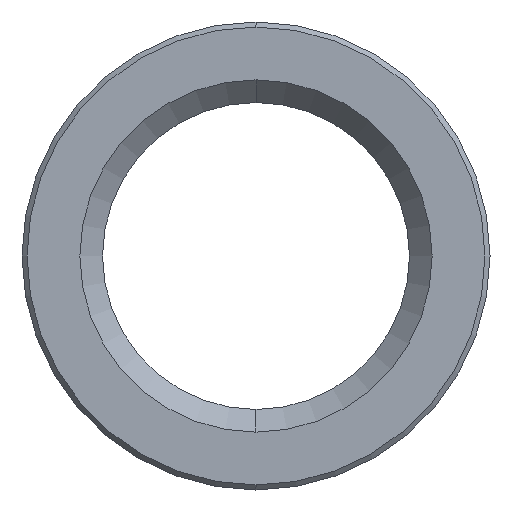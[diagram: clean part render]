
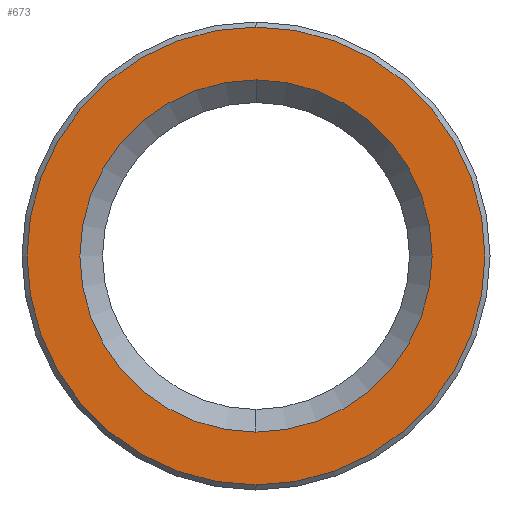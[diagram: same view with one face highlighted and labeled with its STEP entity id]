
A CAD part, left-side view. The second image highlights one B-rep face of the part: STEP entity #673.
In plain terms, the highlighted planar face has unit normal (-1, 0, 0).
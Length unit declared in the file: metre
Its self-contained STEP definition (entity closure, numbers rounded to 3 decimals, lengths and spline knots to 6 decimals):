
#62 = VERTEX_POINT ( 'NONE', #638 ) ;
#66 = VERTEX_POINT ( 'NONE', #657 ) ;
#80 = EDGE_CURVE ( 'NONE', #62, #66, #398, .T. ) ;
#82 = VERTEX_POINT ( 'NONE', #412 ) ;
#86 = VERTEX_POINT ( 'NONE', #438 ) ;
#119 = EDGE_CURVE ( 'NONE', #66, #62, #212, .T. ) ;
#185 = EDGE_CURVE ( 'NONE', #82, #86, #249, .T. ) ;
#212 = CIRCLE ( 'NONE', #213, 0.02275 ) ;
#213 = AXIS2_PLACEMENT_3D ( 'NONE', #214, #215, #216 ) ;
#214 = CARTESIAN_POINT ( 'NONE',  ( 0., 0., 0. ) ) ;
#215 = DIRECTION ( 'NONE',  ( -1., 0., 0. ) ) ;
#216 = DIRECTION ( 'NONE',  ( 0., 0., 1. ) ) ;
#249 = CIRCLE ( 'NONE', #250, 0.0175 ) ;
#250 = AXIS2_PLACEMENT_3D ( 'NONE', #251, #252, #253 ) ;
#251 = CARTESIAN_POINT ( 'NONE',  ( 0., 0., 0. ) ) ;
#252 = DIRECTION ( 'NONE',  ( 1., 0., 0. ) ) ;
#253 = DIRECTION ( 'NONE',  ( 0., 0., 1. ) ) ;
#296 = CIRCLE ( 'NONE', #297, 0.0175 ) ;
#297 = AXIS2_PLACEMENT_3D ( 'NONE', #298, #299, #300 ) ;
#298 = CARTESIAN_POINT ( 'NONE',  ( 0., 0., 0. ) ) ;
#299 = DIRECTION ( 'NONE',  ( 1., 0., 0. ) ) ;
#300 = DIRECTION ( 'NONE',  ( 0., 0., 1. ) ) ;
#311 = EDGE_CURVE ( 'NONE', #86, #82, #296, .T. ) ;
#398 = CIRCLE ( 'NONE', #399, 0.02275 ) ;
#399 = AXIS2_PLACEMENT_3D ( 'NONE', #400, #403, #404 ) ;
#400 = CARTESIAN_POINT ( 'NONE',  ( 0., 0., 0. ) ) ;
#403 = DIRECTION ( 'NONE',  ( -1., 0., 0. ) ) ;
#404 = DIRECTION ( 'NONE',  ( 0., 0., 1. ) ) ;
#412 = CARTESIAN_POINT ( 'NONE',  ( 0., 0., -0.0175 ) ) ;
#438 = CARTESIAN_POINT ( 'NONE',  ( 0., 0., 0.0175 ) ) ;
#538 = FACE_OUTER_BOUND ( 'NONE', #599, .T. ) ;
#539 = FACE_BOUND ( 'NONE', #635, .T. ) ;
#540 = PLANE ( 'NONE',  #541 ) ;
#541 = AXIS2_PLACEMENT_3D ( 'NONE', #542, #544, #545 ) ;
#542 = CARTESIAN_POINT ( 'NONE',  ( 0., 0.01525, 0. ) ) ;
#544 = DIRECTION ( 'NONE',  ( -1., 0., 0. ) ) ;
#545 = DIRECTION ( 'NONE',  ( 0., 0., 1. ) ) ;
#599 = EDGE_LOOP ( 'NONE', ( #764, #770 ) ) ;
#635 = EDGE_LOOP ( 'NONE', ( #779, #786 ) ) ;
#638 = CARTESIAN_POINT ( 'NONE',  ( 0., 0., 0.02275 ) ) ;
#657 = CARTESIAN_POINT ( 'NONE',  ( 0., 0., -0.02275 ) ) ;
#673 = ADVANCED_FACE ( 'NONE', ( #538, #539 ), #540, .T. ) ;
#764 = ORIENTED_EDGE ( 'NONE', *, *, #119, .T. ) ;
#770 = ORIENTED_EDGE ( 'NONE', *, *, #80, .T. ) ;
#779 = ORIENTED_EDGE ( 'NONE', *, *, #311, .T. ) ;
#786 = ORIENTED_EDGE ( 'NONE', *, *, #185, .T. ) ;
